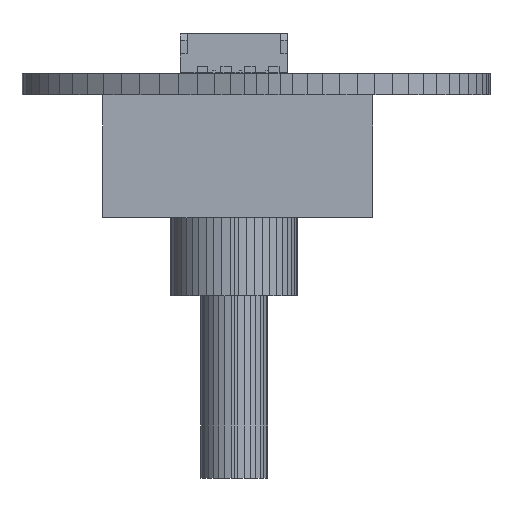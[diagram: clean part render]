
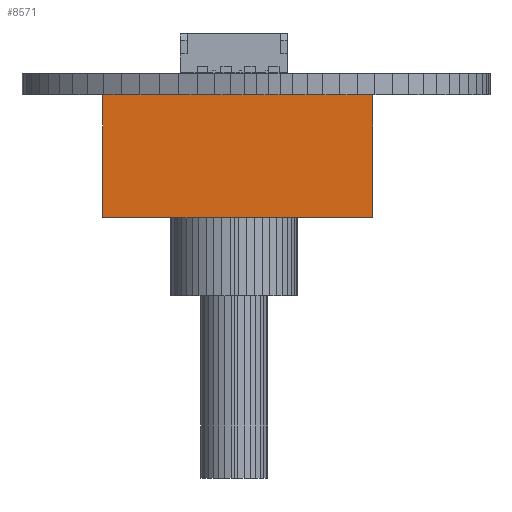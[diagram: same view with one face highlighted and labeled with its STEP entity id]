
A CAD part, front view. The second image highlights one B-rep face of the part: STEP entity #8571.
In plain terms, the highlighted planar face has unit normal (0, -1, 0).
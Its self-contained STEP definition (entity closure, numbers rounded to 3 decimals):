
#8546 = VERTEX_POINT('',#8547);
#8547 = CARTESIAN_POINT('',(10.1,-10.,9.2));
#8553 = EDGE_CURVE('',#8554,#8546,#8556,.T.);
#8554 = VERTEX_POINT('',#8555);
#8555 = CARTESIAN_POINT('',(10.1,-10.,0.));
#8556 = LINE('',#8557,#8558);
#8557 = CARTESIAN_POINT('',(10.1,-10.,0.));
#8558 = VECTOR('',#8559,1.);
#8559 = DIRECTION('',(0.,0.,1.));
#8571 = ADVANCED_FACE('',(#8572),#8597,.T.);
#8572 = FACE_BOUND('',#8573,.T.);
#8573 = EDGE_LOOP('',(#8574,#8575,#8583,#8591));
#8574 = ORIENTED_EDGE('',*,*,#8553,.T.);
#8575 = ORIENTED_EDGE('',*,*,#8576,.T.);
#8576 = EDGE_CURVE('',#8546,#8577,#8579,.T.);
#8577 = VERTEX_POINT('',#8578);
#8578 = CARTESIAN_POINT('',(-10.1,-10.,9.2));
#8579 = LINE('',#8580,#8581);
#8580 = CARTESIAN_POINT('',(10.1,-10.,9.2));
#8581 = VECTOR('',#8582,1.);
#8582 = DIRECTION('',(-1.,0.,0.));
#8583 = ORIENTED_EDGE('',*,*,#8584,.F.);
#8584 = EDGE_CURVE('',#8585,#8577,#8587,.T.);
#8585 = VERTEX_POINT('',#8586);
#8586 = CARTESIAN_POINT('',(-10.1,-10.,0.));
#8587 = LINE('',#8588,#8589);
#8588 = CARTESIAN_POINT('',(-10.1,-10.,0.));
#8589 = VECTOR('',#8590,1.);
#8590 = DIRECTION('',(0.,0.,1.));
#8591 = ORIENTED_EDGE('',*,*,#8592,.F.);
#8592 = EDGE_CURVE('',#8554,#8585,#8593,.T.);
#8593 = LINE('',#8594,#8595);
#8594 = CARTESIAN_POINT('',(10.1,-10.,0.));
#8595 = VECTOR('',#8596,1.);
#8596 = DIRECTION('',(-1.,0.,0.));
#8597 = PLANE('',#8598);
#8598 = AXIS2_PLACEMENT_3D('',#8599,#8600,#8601);
#8599 = CARTESIAN_POINT('',(10.1,-10.,0.));
#8600 = DIRECTION('',(0.,-1.,0.));
#8601 = DIRECTION('',(-1.,0.,0.));
